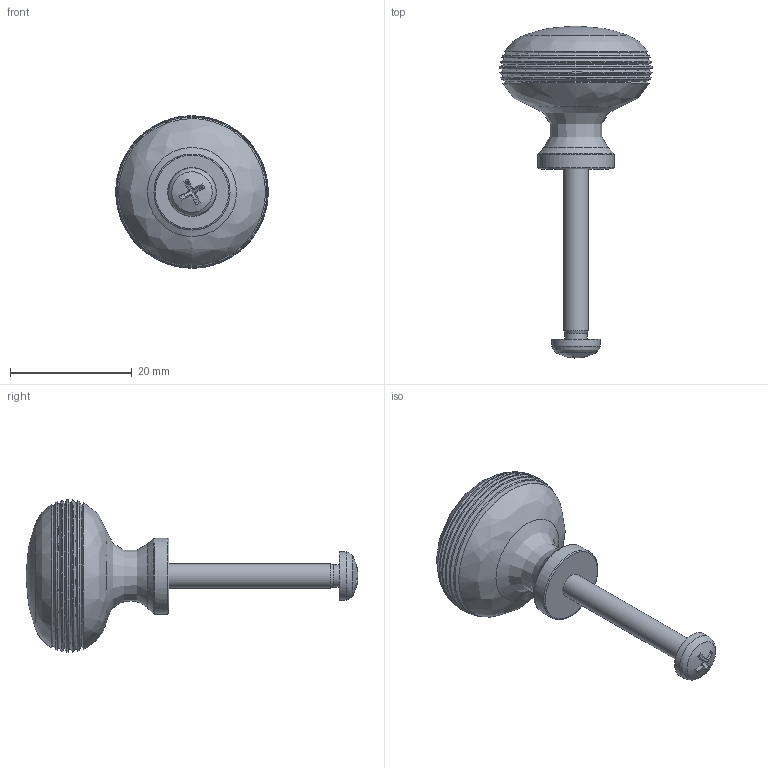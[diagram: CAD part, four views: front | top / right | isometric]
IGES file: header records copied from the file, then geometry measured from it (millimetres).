
Global section: file name: P789-B; native system: Autodesk Inventor 2018; preprocessor: unknown; author: ashami; date: 20180906.102945; units: millimetre
Bounding box: 25.04 x 54.57 x 25.05 mm (x, y, z)
Volume: 6214.7 mm3; surface area: 3015.1 mm2
Topology: 2 solids, 2 shells, 59 faces, 172 edges, 118 vertices
Faces by surface type: bspline 59
